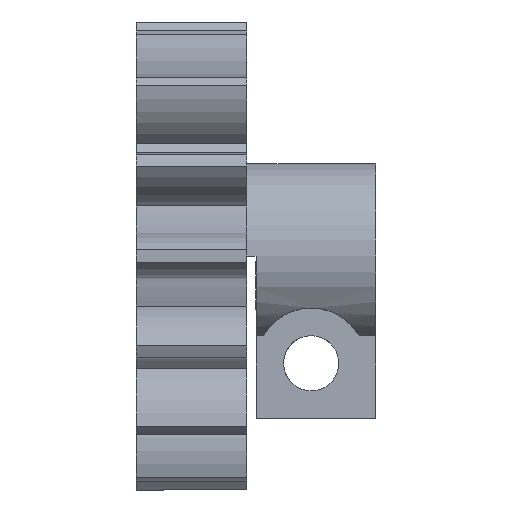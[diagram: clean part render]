
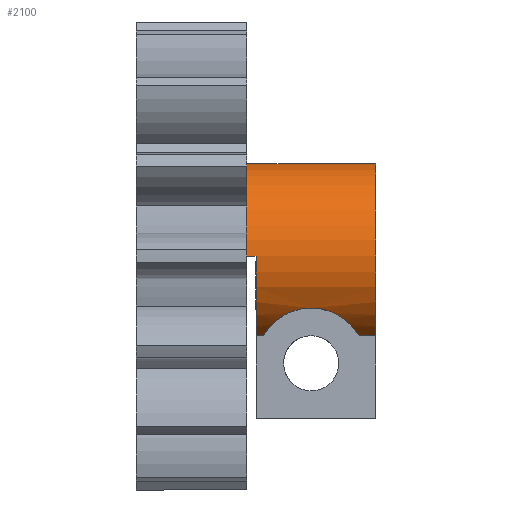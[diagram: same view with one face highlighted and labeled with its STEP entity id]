
A CAD part, front view. The second image highlights one B-rep face of the part: STEP entity #2100.
In plain terms, the highlighted cylindrical face has radius 5 mm (diameter 10 mm), a partial arc.
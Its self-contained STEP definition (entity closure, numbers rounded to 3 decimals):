
#38 = CARTESIAN_POINT ( 'NONE',  ( 10.257, -4.058, -2.922 ) ) ;
#40 = LINE ( 'NONE', #524, #1744 ) ;
#47 = CARTESIAN_POINT ( 'NONE',  ( 6.5, 0., 0. ) ) ;
#82 = VERTEX_POINT ( 'NONE', #928 ) ;
#89 = FACE_OUTER_BOUND ( 'NONE', #1630, .T. ) ;
#93 = CARTESIAN_POINT ( 'NONE',  ( 13., -2.5, -4.33 ) ) ;
#115 = AXIS2_PLACEMENT_3D ( 'NONE', #2176, #2660, #1437 ) ;
#152 = ORIENTED_EDGE ( 'NONE', *, *, #2180, .T. ) ;
#229 = LINE ( 'NONE', #1476, #2308 ) ;
#250 = EDGE_CURVE ( 'NONE', #2741, #2252, #40, .T. ) ;
#252 = CARTESIAN_POINT ( 'NONE',  ( 9.5, -4.123, -2.828 ) ) ;
#279 = EDGE_CURVE ( 'NONE', #2231, #2139, #229, .T. ) ;
#294 = CARTESIAN_POINT ( 'NONE',  ( 13., 0., 0. ) ) ;
#295 = VERTEX_POINT ( 'NONE', #2927 ) ;
#303 = ORIENTED_EDGE ( 'NONE', *, *, #3117, .T. ) ;
#350 = CYLINDRICAL_SURFACE ( 'NONE', #778, 5. ) ;
#361 = CIRCLE ( 'NONE', #1028, 5. ) ;
#505 = CARTESIAN_POINT ( 'NONE',  ( 7.099, -2.991, -4.016 ) ) ;
#524 = CARTESIAN_POINT ( 'NONE',  ( 13., -5., 0. ) ) ;
#527 = CARTESIAN_POINT ( 'NONE',  ( 9.346, -4.123, -2.828 ) ) ;
#541 = CARTESIAN_POINT ( 'NONE',  ( 9.809, -4.115, -2.841 ) ) ;
#555 = CARTESIAN_POINT ( 'NONE',  ( 6.901, -2.5, -4.33 ) ) ;
#571 = CARTESIAN_POINT ( 'NONE',  ( 8.317, -3.949, -3.068 ) ) ;
#717 = DIRECTION ( 'NONE',  ( 1., 0., 0. ) ) ;
#725 = CIRCLE ( 'NONE', #115, 5. ) ;
#750 = LINE ( 'NONE', #2913, #1039 ) ;
#762 = CARTESIAN_POINT ( 'NONE',  ( 8.056, -3.847, -3.195 ) ) ;
#778 = AXIS2_PLACEMENT_3D ( 'NONE', #294, #1330, #856 ) ;
#780 = CARTESIAN_POINT ( 'NONE',  ( 6.987, -2.758, -4.181 ) ) ;
#783 = B_SPLINE_CURVE_WITH_KNOTS ( 'NONE', 3,
 ( #252, #2272, #541, #1738, #38, #2002, #2999, #1279, #1488, #1036, #2255, #2462, #2203, #1788 ),
 .UNSPECIFIED., .F., .F.,
 ( 4, 2, 2, 2, 2, 2, 4 ),
 ( 0.004, 0.004, 0.005, 0.006, 0.006, 0.006, 0.007 ),
 .UNSPECIFIED. ) ;
#810 = CARTESIAN_POINT ( 'NONE',  ( 7.601, -3.57, -3.503 ) ) ;
#856 = DIRECTION ( 'NONE',  ( 0., 0., 1. ) ) ;
#865 = CARTESIAN_POINT ( 'NONE',  ( 6.5, -2.5, -4.33 ) ) ;
#928 = CARTESIAN_POINT ( 'NONE',  ( 6.901, -2.5, -4.33 ) ) ;
#996 = CARTESIAN_POINT ( 'NONE',  ( 6.5, -5., 0. ) ) ;
#1025 = ORIENTED_EDGE ( 'NONE', *, *, #2857, .T. ) ;
#1028 = AXIS2_PLACEMENT_3D ( 'NONE', #47, #2444, #1725 ) ;
#1036 = CARTESIAN_POINT ( 'NONE',  ( 11.588, -3.397, -3.67 ) ) ;
#1039 = VECTOR ( 'NONE', #717, 1000. ) ;
#1055 = ORIENTED_EDGE ( 'NONE', *, *, #1986, .F. ) ;
#1058 = EDGE_CURVE ( 'NONE', #82, #2974, #2445, .T. ) ;
#1064 = CARTESIAN_POINT ( 'NONE',  ( 7.704, -3.647, -3.421 ) ) ;
#1215 = CARTESIAN_POINT ( 'NONE',  ( 9.5, -4.123, -2.828 ) ) ;
#1253 = DIRECTION ( 'NONE',  ( -1., 0., 0. ) ) ;
#1279 = CARTESIAN_POINT ( 'NONE',  ( 11.295, -3.648, -3.421 ) ) ;
#1313 = EDGE_CURVE ( 'NONE', #2741, #2657, #361, .T. ) ;
#1330 = DIRECTION ( 'NONE',  ( -1., 0., 0. ) ) ;
#1437 = DIRECTION ( 'NONE',  ( 0., 0., -1. ) ) ;
#1476 = CARTESIAN_POINT ( 'NONE',  ( 13., 0., 5. ) ) ;
#1488 = CARTESIAN_POINT ( 'NONE',  ( 11.399, -3.57, -3.502 ) ) ;
#1531 = CARTESIAN_POINT ( 'NONE',  ( 6., 0., 5. ) ) ;
#1537 = CARTESIAN_POINT ( 'NONE',  ( 7.326, -3.301, -3.758 ) ) ;
#1558 = CARTESIAN_POINT ( 'NONE',  ( 9.193, -4.115, -2.84 ) ) ;
#1607 = VERTEX_POINT ( 'NONE', #2396 ) ;
#1630 = EDGE_LOOP ( 'NONE', ( #1055, #1878, #152, #1829, #1839, #1025, #2566, #303, #2703 ) ) ;
#1725 = DIRECTION ( 'NONE',  ( 0., 1., 0. ) ) ;
#1728 = DIRECTION ( 'NONE',  ( -1., 0., 0. ) ) ;
#1738 = CARTESIAN_POINT ( 'NONE',  ( 10.11, -4.082, -2.887 ) ) ;
#1744 = VECTOR ( 'NONE', #1253, 1000. ) ;
#1764 = VECTOR ( 'NONE', #2298, 1000. ) ;
#1765 = CARTESIAN_POINT ( 'NONE',  ( 8.74, -4.057, -2.923 ) ) ;
#1788 = CARTESIAN_POINT ( 'NONE',  ( 12.099, -2.5, -4.33 ) ) ;
#1829 = ORIENTED_EDGE ( 'NONE', *, *, #250, .F. ) ;
#1839 = ORIENTED_EDGE ( 'NONE', *, *, #1313, .T. ) ;
#1878 = ORIENTED_EDGE ( 'NONE', *, *, #279, .T. ) ;
#1879 = DIRECTION ( 'NONE',  ( 1., 0., 0. ) ) ;
#1986 = EDGE_CURVE ( 'NONE', #2231, #295, #725, .T. ) ;
#2002 = CARTESIAN_POINT ( 'NONE',  ( 10.689, -3.958, -3.058 ) ) ;
#2046 = CARTESIAN_POINT ( 'NONE',  ( 8.89, -4.082, -2.887 ) ) ;
#2067 = LINE ( 'NONE', #93, #1764 ) ;
#2100 = ADVANCED_FACE ( 'NONE', ( #89 ), #350, .T. ) ;
#2139 = VERTEX_POINT ( 'NONE', #1531 ) ;
#2176 = CARTESIAN_POINT ( 'NONE',  ( 13., 0., 0. ) ) ;
#2180 = EDGE_CURVE ( 'NONE', #2139, #2252, #2979, .T. ) ;
#2203 = CARTESIAN_POINT ( 'NONE',  ( 12.013, -2.758, -4.181 ) ) ;
#2230 = CARTESIAN_POINT ( 'NONE',  ( 7.412, -3.397, -3.67 ) ) ;
#2231 = VERTEX_POINT ( 'NONE', #2803 ) ;
#2252 = VERTEX_POINT ( 'NONE', #3108 ) ;
#2255 = CARTESIAN_POINT ( 'NONE',  ( 11.674, -3.301, -3.757 ) ) ;
#2272 = CARTESIAN_POINT ( 'NONE',  ( 9.654, -4.123, -2.828 ) ) ;
#2298 = DIRECTION ( 'NONE',  ( 1., 0., 0. ) ) ;
#2308 = VECTOR ( 'NONE', #1728, 1000. ) ;
#2358 = EDGE_CURVE ( 'NONE', #1607, #295, #750, .T. ) ;
#2396 = CARTESIAN_POINT ( 'NONE',  ( 12.099, -2.5, -4.33 ) ) ;
#2444 = DIRECTION ( 'NONE',  ( 1., 0., 0. ) ) ;
#2445 = B_SPLINE_CURVE_WITH_KNOTS ( 'NONE', 3,
 ( #555, #780, #505, #1537, #2230, #810, #1064, #2466, #762, #571, #2970, #1765, #2046, #1558, #527, #2526 ),
 .UNSPECIFIED., .F., .F.,
 ( 4, 2, 2, 2, 2, 2, 2, 4 ),
 ( 0., 0.001, 0.001, 0.002, 0.002, 0.003, 0.003, 0.004 ),
 .UNSPECIFIED. ) ;
#2462 = CARTESIAN_POINT ( 'NONE',  ( 11.901, -2.992, -4.015 ) ) ;
#2466 = CARTESIAN_POINT ( 'NONE',  ( 7.931, -3.786, -3.268 ) ) ;
#2526 = CARTESIAN_POINT ( 'NONE',  ( 9.5, -4.123, -2.828 ) ) ;
#2566 = ORIENTED_EDGE ( 'NONE', *, *, #1058, .T. ) ;
#2574 = AXIS2_PLACEMENT_3D ( 'NONE', #2598, #1879, #2613 ) ;
#2598 = CARTESIAN_POINT ( 'NONE',  ( 6., 0., 0. ) ) ;
#2613 = DIRECTION ( 'NONE',  ( 0., 0., 1. ) ) ;
#2657 = VERTEX_POINT ( 'NONE', #865 ) ;
#2660 = DIRECTION ( 'NONE',  ( 1., 0., 0. ) ) ;
#2703 = ORIENTED_EDGE ( 'NONE', *, *, #2358, .T. ) ;
#2741 = VERTEX_POINT ( 'NONE', #996 ) ;
#2803 = CARTESIAN_POINT ( 'NONE',  ( 13., 0., 5. ) ) ;
#2857 = EDGE_CURVE ( 'NONE', #2657, #82, #2067, .T. ) ;
#2913 = CARTESIAN_POINT ( 'NONE',  ( 13., -2.5, -4.33 ) ) ;
#2927 = CARTESIAN_POINT ( 'NONE',  ( 13., -2.5, -4.33 ) ) ;
#2970 = CARTESIAN_POINT ( 'NONE',  ( 8.453, -3.991, -3.013 ) ) ;
#2974 = VERTEX_POINT ( 'NONE', #1215 ) ;
#2979 = CIRCLE ( 'NONE', #2574, 5. ) ;
#2999 = CARTESIAN_POINT ( 'NONE',  ( 10.951, -3.857, -3.188 ) ) ;
#3108 = CARTESIAN_POINT ( 'NONE',  ( 6., -5., 0. ) ) ;
#3117 = EDGE_CURVE ( 'NONE', #2974, #1607, #783, .T. ) ;
